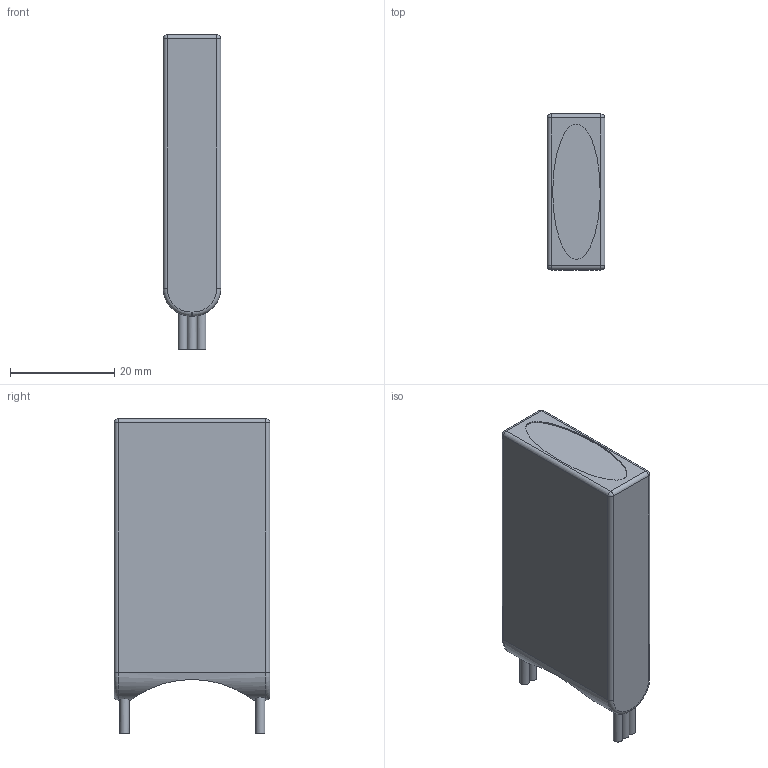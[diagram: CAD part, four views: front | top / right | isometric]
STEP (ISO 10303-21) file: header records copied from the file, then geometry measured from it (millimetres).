
FILE_DESCRIPTION(/* description */ (''),/* implementation_level */ '2;1');
FILE_NAME(/* name */ '2s Driving Battery.stp',/* time_stamp */ '2024-02-16T09:06:29-06:00',/* author */ ('18179'),/* organization */ (''),/* preprocessor_version */ 'ST-DEVELOPER v19.2',/* originating_system */ 'Autodesk Inventor 2024',/* authorisation */ '');
FILE_SCHEMA (('AUTOMOTIVE_DESIGN { 1 0 10303 214 3 1 1 }'));
Length unit declared in the file: inch
Products named in the file (1): 2s Driving Battery
Bounding box: 11.05 x 29.84 x 60.29 mm (x, y, z)
Volume: 16493.4 mm3; surface area: 5116.7 mm2
Topology: 1 solids, 1 shells, 47 faces, 102 edges, 56 vertices
Faces by surface type: cylinder 19, plane 17, sphere 4, torus 4, bspline 3
Full cylindrical faces by diameter (mm): 1.778 x3
Entity records: 1773 total; most frequent: CARTESIAN_POINT 628, DIRECTION 220, ORIENTED_EDGE 204, EDGE_CURVE 102, AXIS2_PLACEMENT_3D 87, VERTEX_POINT 56, EDGE_LOOP 48, STYLED_ITEM 48
